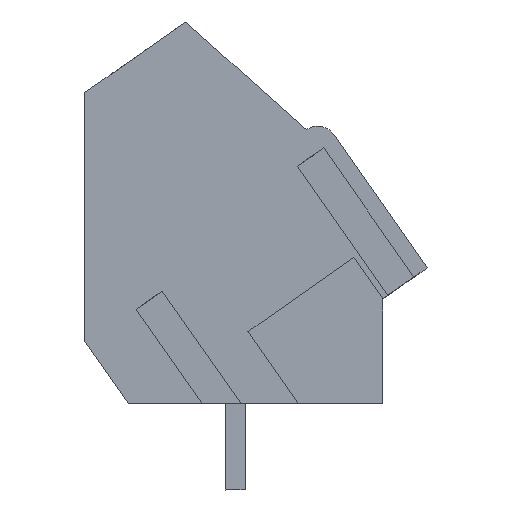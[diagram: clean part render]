
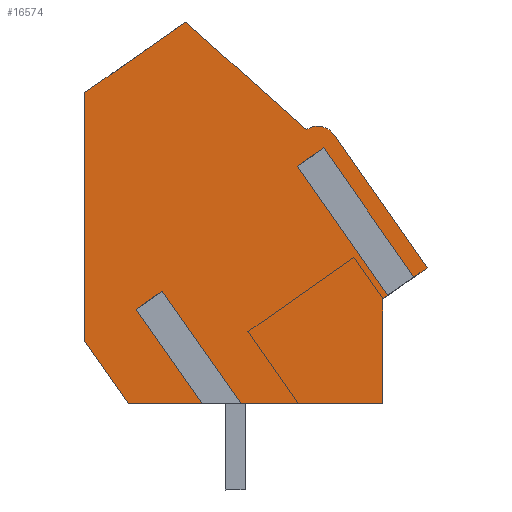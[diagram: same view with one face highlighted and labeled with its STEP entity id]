
A CAD part, left-side view. The second image highlights one B-rep face of the part: STEP entity #16574.
In plain terms, the highlighted planar face has unit normal (-1, 0, 0).
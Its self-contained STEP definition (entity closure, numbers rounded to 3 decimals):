
#16434=AXIS2_PLACEMENT_3D('Plane Axis2P3D',#16431,#16432,#16433) ;
#16496=AXIS2_PLACEMENT_3D('Circle Axis2P3D',#16494,#16495,$) ;
#16431=CARTESIAN_POINT('Axis2P3D Location',(0.55,13.9,0.)) ;
#16436=CARTESIAN_POINT('Line Origine',(0.55,4.87,3.5)) ;
#16440=CARTESIAN_POINT('Vertex',(0.55,7.94,3.5)) ;
#16442=CARTESIAN_POINT('Vertex',(0.55,1.8,3.5)) ;
#16445=CARTESIAN_POINT('Line Origine',(0.55,1.8,5.629)) ;
#16449=CARTESIAN_POINT('Vertex',(0.55,1.8,7.758)) ;
#16452=CARTESIAN_POINT('Line Origine',(0.55,1.568,7.92)) ;
#16456=CARTESIAN_POINT('Vertex',(0.55,1.336,8.083)) ;
#16459=CARTESIAN_POINT('Line Origine',(0.55,3.171,10.704)) ;
#16463=CARTESIAN_POINT('Vertex',(0.55,5.007,13.326)) ;
#16466=CARTESIAN_POINT('Line Origine',(0.55,4.736,13.515)) ;
#16470=CARTESIAN_POINT('Vertex',(0.55,4.465,13.705)) ;
#16473=CARTESIAN_POINT('Line Origine',(0.55,2.629,11.084)) ;
#16477=CARTESIAN_POINT('Vertex',(0.55,0.794,8.462)) ;
#16480=CARTESIAN_POINT('Line Origine',(0.55,0.397,8.74)) ;
#16484=CARTESIAN_POINT('Vertex',(0.55,0.,9.018)) ;
#16487=CARTESIAN_POINT('Line Origine',(0.55,1.893,11.722)) ;
#16491=CARTESIAN_POINT('Vertex',(0.55,3.786,14.425)) ;
#16494=CARTESIAN_POINT('Axis2P3D Location',(0.55,4.441,13.966)) ;
#16498=CARTESIAN_POINT('Vertex',(0.55,4.9,14.621)) ;
#16501=CARTESIAN_POINT('Line Origine',(0.55,7.352,16.811)) ;
#16505=CARTESIAN_POINT('Vertex',(0.55,9.804,19.)) ;
#16508=CARTESIAN_POINT('Line Origine',(0.55,11.852,17.566)) ;
#16512=CARTESIAN_POINT('Vertex',(0.55,13.9,16.132)) ;
#16515=CARTESIAN_POINT('Line Origine',(0.55,13.9,11.081)) ;
#16519=CARTESIAN_POINT('Vertex',(0.55,13.9,6.03)) ;
#16522=CARTESIAN_POINT('Line Origine',(0.55,13.014,4.765)) ;
#16526=CARTESIAN_POINT('Vertex',(0.55,12.128,3.5)) ;
#16529=CARTESIAN_POINT('Line Origine',(0.55,10.438,3.5)) ;
#16533=CARTESIAN_POINT('Vertex',(0.55,8.747,3.5)) ;
#16536=CARTESIAN_POINT('Line Origine',(0.55,10.154,5.508)) ;
#16540=CARTESIAN_POINT('Vertex',(0.55,11.56,7.516)) ;
#16543=CARTESIAN_POINT('Line Origine',(0.55,11.289,7.706)) ;
#16547=CARTESIAN_POINT('Vertex',(0.55,11.018,7.896)) ;
#16550=CARTESIAN_POINT('Line Origine',(0.55,9.479,5.698)) ;
#16432=DIRECTION('Axis2P3D Direction',(-1.,0.,0.)) ;
#16433=DIRECTION('Axis2P3D XDirection',(0.,-1.,0.)) ;
#16437=DIRECTION('Vector Direction',(0.,1.,0.)) ;
#16446=DIRECTION('Vector Direction',(0.,0.,-1.)) ;
#16453=DIRECTION('Vector Direction',(0.,0.819,-0.574)) ;
#16460=DIRECTION('Vector Direction',(0.,-0.574,-0.819)) ;
#16467=DIRECTION('Vector Direction',(0.,0.819,-0.574)) ;
#16474=DIRECTION('Vector Direction',(0.,-0.574,-0.819)) ;
#16481=DIRECTION('Vector Direction',(0.,0.819,-0.574)) ;
#16488=DIRECTION('Vector Direction',(0.,-0.574,-0.819)) ;
#16495=DIRECTION('Axis2P3D Direction',(-1.,0.,0.)) ;
#16502=DIRECTION('Vector Direction',(0.,-0.746,-0.666)) ;
#16509=DIRECTION('Vector Direction',(0.,-0.819,0.574)) ;
#16516=DIRECTION('Vector Direction',(0.,0.,1.)) ;
#16523=DIRECTION('Vector Direction',(0.,0.574,0.819)) ;
#16530=DIRECTION('Vector Direction',(0.,1.,0.)) ;
#16537=DIRECTION('Vector Direction',(0.,-0.574,-0.819)) ;
#16544=DIRECTION('Vector Direction',(0.,-0.819,0.574)) ;
#16551=DIRECTION('Vector Direction',(0.,-0.574,-0.819)) ;
#16438=VECTOR('Line Direction',#16437,1.) ;
#16447=VECTOR('Line Direction',#16446,1.) ;
#16454=VECTOR('Line Direction',#16453,1.) ;
#16461=VECTOR('Line Direction',#16460,1.) ;
#16468=VECTOR('Line Direction',#16467,1.) ;
#16475=VECTOR('Line Direction',#16474,1.) ;
#16482=VECTOR('Line Direction',#16481,1.) ;
#16489=VECTOR('Line Direction',#16488,1.) ;
#16503=VECTOR('Line Direction',#16502,1.) ;
#16510=VECTOR('Line Direction',#16509,1.) ;
#16517=VECTOR('Line Direction',#16516,1.) ;
#16524=VECTOR('Line Direction',#16523,1.) ;
#16531=VECTOR('Line Direction',#16530,1.) ;
#16538=VECTOR('Line Direction',#16537,1.) ;
#16545=VECTOR('Line Direction',#16544,1.) ;
#16552=VECTOR('Line Direction',#16551,1.) ;
#16556=ORIENTED_EDGE('',*,*,#16444,.T.) ;
#16557=ORIENTED_EDGE('',*,*,#16451,.T.) ;
#16558=ORIENTED_EDGE('',*,*,#16458,.T.) ;
#16559=ORIENTED_EDGE('',*,*,#16465,.F.) ;
#16560=ORIENTED_EDGE('',*,*,#16472,.F.) ;
#16561=ORIENTED_EDGE('',*,*,#16479,.T.) ;
#16562=ORIENTED_EDGE('',*,*,#16486,.T.) ;
#16563=ORIENTED_EDGE('',*,*,#16493,.T.) ;
#16564=ORIENTED_EDGE('',*,*,#16500,.T.) ;
#16565=ORIENTED_EDGE('',*,*,#16507,.T.) ;
#16566=ORIENTED_EDGE('',*,*,#16514,.T.) ;
#16567=ORIENTED_EDGE('',*,*,#16521,.T.) ;
#16568=ORIENTED_EDGE('',*,*,#16528,.T.) ;
#16569=ORIENTED_EDGE('',*,*,#16535,.T.) ;
#16570=ORIENTED_EDGE('',*,*,#16542,.F.) ;
#16571=ORIENTED_EDGE('',*,*,#16549,.F.) ;
#16572=ORIENTED_EDGE('',*,*,#16554,.T.) ;
#16574=ADVANCED_FACE('HOUSING',(#16573),#16435,.T.) ;
#16497=CIRCLE('generated circle',#16496,0.8) ;
#16444=EDGE_CURVE('',#16441,#16443,#16439,.F.) ;
#16451=EDGE_CURVE('',#16443,#16450,#16448,.F.) ;
#16458=EDGE_CURVE('',#16450,#16457,#16455,.F.) ;
#16465=EDGE_CURVE('',#16464,#16457,#16462,.T.) ;
#16472=EDGE_CURVE('',#16471,#16464,#16469,.T.) ;
#16479=EDGE_CURVE('',#16471,#16478,#16476,.T.) ;
#16486=EDGE_CURVE('',#16478,#16485,#16483,.F.) ;
#16493=EDGE_CURVE('',#16485,#16492,#16490,.F.) ;
#16500=EDGE_CURVE('',#16492,#16499,#16497,.T.) ;
#16507=EDGE_CURVE('',#16499,#16506,#16504,.F.) ;
#16514=EDGE_CURVE('',#16506,#16513,#16511,.F.) ;
#16521=EDGE_CURVE('',#16513,#16520,#16518,.F.) ;
#16528=EDGE_CURVE('',#16520,#16527,#16525,.F.) ;
#16535=EDGE_CURVE('',#16527,#16534,#16532,.F.) ;
#16542=EDGE_CURVE('',#16541,#16534,#16539,.T.) ;
#16549=EDGE_CURVE('',#16548,#16541,#16546,.F.) ;
#16554=EDGE_CURVE('',#16548,#16441,#16553,.T.) ;
#16555=EDGE_LOOP('',(#16556,#16557,#16558,#16559,#16560,#16561,#16562,#16563,#16564,#16565,#16566,#16567,#16568,#16569,#16570,#16571,#16572)) ;
#16573=FACE_OUTER_BOUND('',#16555,.T.) ;
#16439=LINE('Line',#16436,#16438) ;
#16448=LINE('Line',#16445,#16447) ;
#16455=LINE('Line',#16452,#16454) ;
#16462=LINE('Line',#16459,#16461) ;
#16469=LINE('Line',#16466,#16468) ;
#16476=LINE('Line',#16473,#16475) ;
#16483=LINE('Line',#16480,#16482) ;
#16490=LINE('Line',#16487,#16489) ;
#16504=LINE('Line',#16501,#16503) ;
#16511=LINE('Line',#16508,#16510) ;
#16518=LINE('Line',#16515,#16517) ;
#16525=LINE('Line',#16522,#16524) ;
#16532=LINE('Line',#16529,#16531) ;
#16539=LINE('Line',#16536,#16538) ;
#16546=LINE('Line',#16543,#16545) ;
#16553=LINE('Line',#16550,#16552) ;
#16435=PLANE('',#16434) ;
#16441=VERTEX_POINT('',#16440) ;
#16443=VERTEX_POINT('',#16442) ;
#16450=VERTEX_POINT('',#16449) ;
#16457=VERTEX_POINT('',#16456) ;
#16464=VERTEX_POINT('',#16463) ;
#16471=VERTEX_POINT('',#16470) ;
#16478=VERTEX_POINT('',#16477) ;
#16485=VERTEX_POINT('',#16484) ;
#16492=VERTEX_POINT('',#16491) ;
#16499=VERTEX_POINT('',#16498) ;
#16506=VERTEX_POINT('',#16505) ;
#16513=VERTEX_POINT('',#16512) ;
#16520=VERTEX_POINT('',#16519) ;
#16527=VERTEX_POINT('',#16526) ;
#16534=VERTEX_POINT('',#16533) ;
#16541=VERTEX_POINT('',#16540) ;
#16548=VERTEX_POINT('',#16547) ;
